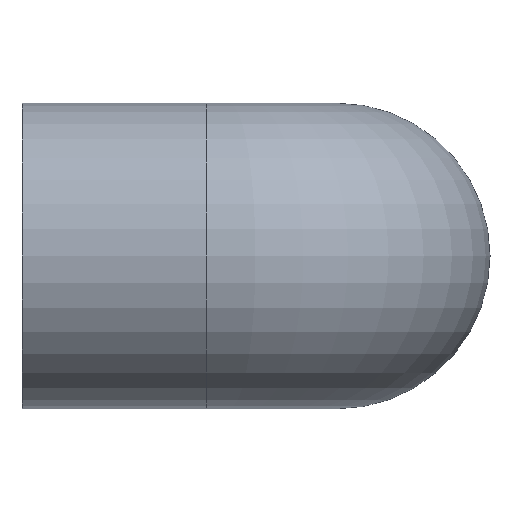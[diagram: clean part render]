
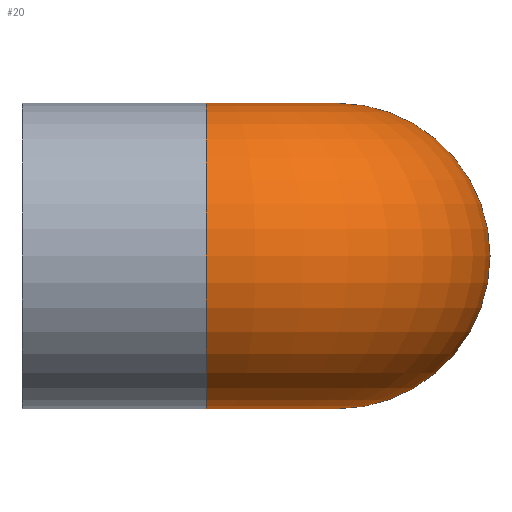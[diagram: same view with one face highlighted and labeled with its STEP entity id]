
A CAD part, front view. The second image highlights one B-rep face of the part: STEP entity #20.
In plain terms, the highlighted toroidal (fillet/blend) face has major radius 14.275 mm and minor radius 16.637 mm.
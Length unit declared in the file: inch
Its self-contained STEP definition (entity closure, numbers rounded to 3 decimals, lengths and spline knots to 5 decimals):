
#4 = AXIS2_PLACEMENT_3D ( 'NONE', #386, #387, #388 ) ;
#20 = ADVANCED_FACE ( 'NONE', ( #287 ), #125, .T. ) ;
#28 = AXIS2_PLACEMENT_3D ( 'NONE', #471, #472, #473 ) ;
#42 = ORIENTED_EDGE ( 'NONE', *, *, #130, .F. ) ;
#52 = AXIS2_PLACEMENT_3D ( 'NONE', #340, #341, #342 ) ;
#53 = CIRCLE ( 'NONE', #102, 0.655 ) ;
#62 = EDGE_CURVE ( 'NONE', #180, #161, #64, .T. ) ;
#64 = CIRCLE ( 'NONE', #52, 0.655 ) ;
#68 = CIRCLE ( 'NONE', #4, 0.655 ) ;
#101 = EDGE_CURVE ( 'NONE', #267, #183, #68, .T. ) ;
#102 = AXIS2_PLACEMENT_3D ( 'NONE', #451, #452, #453 ) ;
#113 = CIRCLE ( 'NONE', #28, 0.655 ) ;
#114 = AXIS2_PLACEMENT_3D ( 'NONE', #395, #396, #397 ) ;
#125 = TOROIDAL_SURFACE ( 'NONE', #144, 0.562, 0.655 ) ;
#130 = EDGE_CURVE ( 'NONE', #268, #264, #190, .T. ) ;
#144 = AXIS2_PLACEMENT_3D ( 'NONE', #290, #291, #292 ) ;
#161 = VERTEX_POINT ( 'NONE', #441 ) ;
#180 = VERTEX_POINT ( 'NONE', #447 ) ;
#183 = VERTEX_POINT ( 'NONE', #449 ) ;
#190 = CIRCLE ( 'NONE', #114, 0.655 ) ;
#211 = EDGE_LOOP ( 'NONE', ( #230, #231, #42, #232, #233, #234 ) ) ;
#219 = EDGE_CURVE ( 'NONE', #183, #268, #53, .T. ) ;
#230 = ORIENTED_EDGE ( 'NONE', *, *, #62, .F. ) ;
#231 = ORIENTED_EDGE ( 'NONE', *, *, #307, .F. ) ;
#232 = ORIENTED_EDGE ( 'NONE', *, *, #219, .F. ) ;
#233 = ORIENTED_EDGE ( 'NONE', *, *, #101, .F. ) ;
#234 = ORIENTED_EDGE ( 'NONE', *, *, #415, .F. ) ;
#264 = VERTEX_POINT ( 'NONE', #462 ) ;
#267 = VERTEX_POINT ( 'NONE', #463 ) ;
#268 = VERTEX_POINT ( 'NONE', #464 ) ;
#287 = FACE_OUTER_BOUND ( 'NONE', #211, .T. ) ;
#290 = CARTESIAN_POINT ( 'NONE',  ( -0.562, 0.562, 0. ) ) ;
#291 = DIRECTION ( 'NONE',  ( 0., 0., -1. ) ) ;
#292 = DIRECTION ( 'NONE',  ( -1., 0., 0. ) ) ;
#307 = EDGE_CURVE ( 'NONE', #264, #180, #113, .T. ) ;
#340 = CARTESIAN_POINT ( 'NONE',  ( 0., 0.562, 0. ) ) ;
#341 = DIRECTION ( 'NONE',  ( 0., 1., 0. ) ) ;
#342 = DIRECTION ( 'NONE',  ( 0., 0., -1. ) ) ;
#386 = CARTESIAN_POINT ( 'NONE',  ( 0., 0.562, 0. ) ) ;
#387 = DIRECTION ( 'NONE',  ( 0., 1., 0. ) ) ;
#388 = DIRECTION ( 'NONE',  ( 0., 0., -1. ) ) ;
#395 = CARTESIAN_POINT ( 'NONE',  ( -0.562, 0., 0. ) ) ;
#396 = DIRECTION ( 'NONE',  ( -1., 0., 0. ) ) ;
#397 = DIRECTION ( 'NONE',  ( 0., 0., 1. ) ) ;
#412 = AXIS2_PLACEMENT_3D ( 'NONE', #480, #481, #482 ) ;
#415 = EDGE_CURVE ( 'NONE', #161, #267, #421, .T. ) ;
#421 = CIRCLE ( 'NONE', #412, 0.655 ) ;
#441 = CARTESIAN_POINT ( 'NONE',  ( 0., 0.562, 0.655 ) ) ;
#447 = CARTESIAN_POINT ( 'NONE',  ( -0.562, 0.562, 0.33642 ) ) ;
#449 = CARTESIAN_POINT ( 'NONE',  ( -0.562, 0.562, -0.33642 ) ) ;
#451 = CARTESIAN_POINT ( 'NONE',  ( -0.562, 0., 0. ) ) ;
#452 = DIRECTION ( 'NONE',  ( -1., 0., 0. ) ) ;
#453 = DIRECTION ( 'NONE',  ( 0., 0., 1. ) ) ;
#462 = CARTESIAN_POINT ( 'NONE',  ( -0.562, 0., 0.655 ) ) ;
#463 = CARTESIAN_POINT ( 'NONE',  ( 0., 0.562, -0.655 ) ) ;
#464 = CARTESIAN_POINT ( 'NONE',  ( -0.562, 0., -0.655 ) ) ;
#471 = CARTESIAN_POINT ( 'NONE',  ( -0.562, 0., 0. ) ) ;
#472 = DIRECTION ( 'NONE',  ( -1., 0., 0. ) ) ;
#473 = DIRECTION ( 'NONE',  ( 0., 0., 1. ) ) ;
#480 = CARTESIAN_POINT ( 'NONE',  ( 0., 0.562, 0. ) ) ;
#481 = DIRECTION ( 'NONE',  ( 0., 1., 0. ) ) ;
#482 = DIRECTION ( 'NONE',  ( 0., 0., -1. ) ) ;
